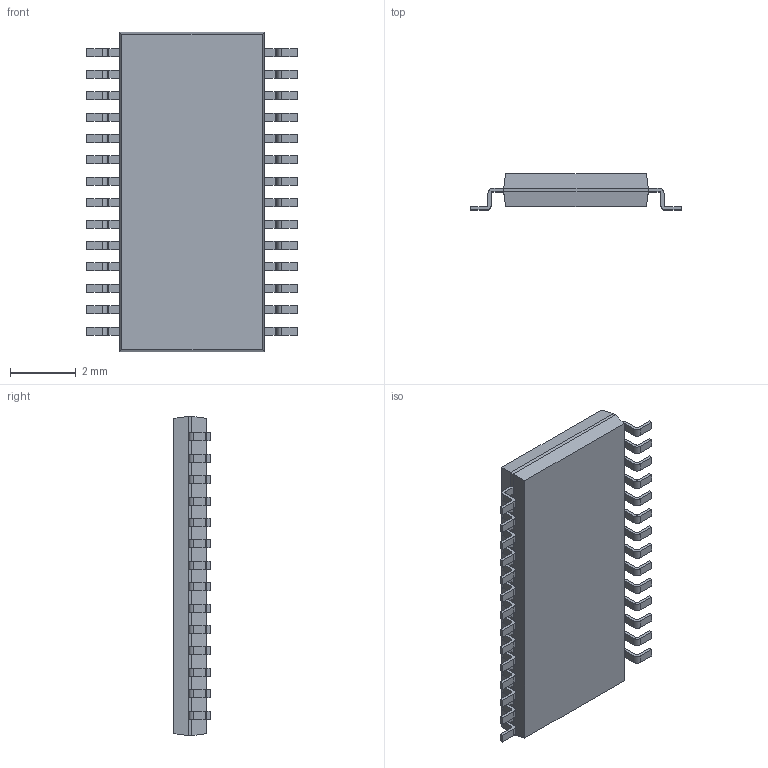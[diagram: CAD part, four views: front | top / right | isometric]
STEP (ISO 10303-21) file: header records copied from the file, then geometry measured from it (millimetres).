
FILE_DESCRIPTION (( 'STEP AP214' ), '1' );
FILE_NAME ('SC16IS762IPW,112.STEP', '2021-10-13T02:34:13', ( '' ), ( '' ), 'SwSTEP 2.0', 'SolidWorks 2017', '' );
FILE_SCHEMA (( 'AUTOMOTIVE_DESIGN' ));
Length unit declared in the file: millimetre
Products named in the file (1): SC16IS762IPW,112
Bounding box: 6.4 x 1.1 x 9.7 mm (x, y, z)
Volume: 42.4 mm3; surface area: 139.8 mm2
Topology: 29 solids, 29 shells, 409 faces, 1042 edges, 692 vertices
Faces by surface type: plane 295, cylinder 114
Entity records: 12586 total; most frequent: CARTESIAN_POINT 2144, DIRECTION 2090, ORIENTED_EDGE 2084, EDGE_CURVE 1042, VECTOR 814, LINE 814, VERTEX_POINT 692, AXIS2_PLACEMENT_3D 638
